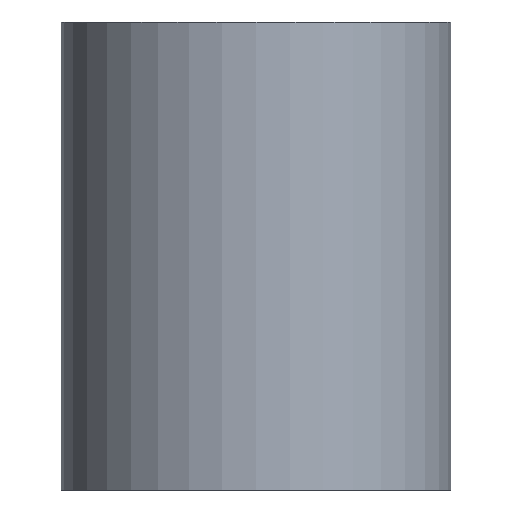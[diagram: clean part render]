
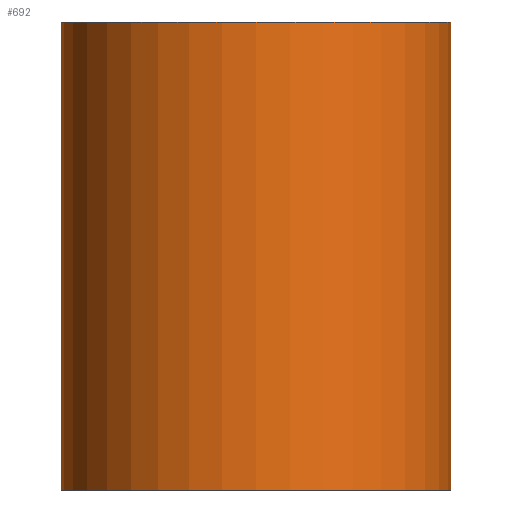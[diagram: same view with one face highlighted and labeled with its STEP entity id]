
A CAD part, front view. The second image highlights one B-rep face of the part: STEP entity #692.
In plain terms, the highlighted cylindrical face has radius 40 mm (diameter 80 mm), a partial arc.
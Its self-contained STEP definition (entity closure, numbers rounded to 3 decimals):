
#10 = CARTESIAN_POINT ( 'NONE',  ( 0., -175., -48. ) ) ;
#15 = AXIS2_PLACEMENT_3D ( 'NONE', #135, #522, #192 ) ;
#51 = DIRECTION ( 'NONE',  ( 0., 0., -1. ) ) ;
#53 = DIRECTION ( 'NONE',  ( 0., 0., -1. ) ) ;
#54 = LINE ( 'NONE', #162, #188 ) ;
#58 = DIRECTION ( 'NONE',  ( -1., 0., 0. ) ) ;
#65 = DIRECTION ( 'NONE',  ( 1., 0., 0. ) ) ;
#77 = VECTOR ( 'NONE', #51, 1000. ) ;
#88 = ORIENTED_EDGE ( 'NONE', *, *, #148, .F. ) ;
#97 = EDGE_LOOP ( 'NONE', ( #702, #88, #272, #527 ) ) ;
#127 = VERTEX_POINT ( 'NONE', #637 ) ;
#135 = CARTESIAN_POINT ( 'NONE',  ( 0., -175., 48. ) ) ;
#148 = EDGE_CURVE ( 'NONE', #203, #675, #289, .T. ) ;
#153 = AXIS2_PLACEMENT_3D ( 'NONE', #10, #401, #65 ) ;
#162 = CARTESIAN_POINT ( 'NONE',  ( 40., -175., 48. ) ) ;
#188 = VECTOR ( 'NONE', #53, 1000. ) ;
#192 = DIRECTION ( 'NONE',  ( 1., 0., 0. ) ) ;
#203 = VERTEX_POINT ( 'NONE', #204 ) ;
#204 = CARTESIAN_POINT ( 'NONE',  ( -40., -175., 48. ) ) ;
#260 = EDGE_CURVE ( 'NONE', #203, #471, #370, .T. ) ;
#262 = CIRCLE ( 'NONE', #153, 40. ) ;
#269 = FACE_OUTER_BOUND ( 'NONE', #97, .T. ) ;
#272 = ORIENTED_EDGE ( 'NONE', *, *, #260, .T. ) ;
#282 = DIRECTION ( 'NONE',  ( 0., 0., -1. ) ) ;
#289 = CIRCLE ( 'NONE', #15, 40. ) ;
#302 = EDGE_CURVE ( 'NONE', #675, #127, #54, .T. ) ;
#370 = LINE ( 'NONE', #724, #77 ) ;
#401 = DIRECTION ( 'NONE',  ( 0., 0., 1. ) ) ;
#415 = EDGE_CURVE ( 'NONE', #471, #127, #262, .T. ) ;
#449 = CARTESIAN_POINT ( 'NONE',  ( 40., -175., 48. ) ) ;
#459 = CARTESIAN_POINT ( 'NONE',  ( -40., -175., -48. ) ) ;
#471 = VERTEX_POINT ( 'NONE', #459 ) ;
#522 = DIRECTION ( 'NONE',  ( 0., 0., 1. ) ) ;
#527 = ORIENTED_EDGE ( 'NONE', *, *, #415, .T. ) ;
#621 = CARTESIAN_POINT ( 'NONE',  ( 0., -175., 48. ) ) ;
#637 = CARTESIAN_POINT ( 'NONE',  ( 40., -175., -48. ) ) ;
#671 = CYLINDRICAL_SURFACE ( 'NONE', #727, 40. ) ;
#675 = VERTEX_POINT ( 'NONE', #449 ) ;
#692 = ADVANCED_FACE ( 'NONE', ( #269 ), #671, .T. ) ;
#702 = ORIENTED_EDGE ( 'NONE', *, *, #302, .F. ) ;
#724 = CARTESIAN_POINT ( 'NONE',  ( -40., -175., 48. ) ) ;
#727 = AXIS2_PLACEMENT_3D ( 'NONE', #621, #282, #58 ) ;
